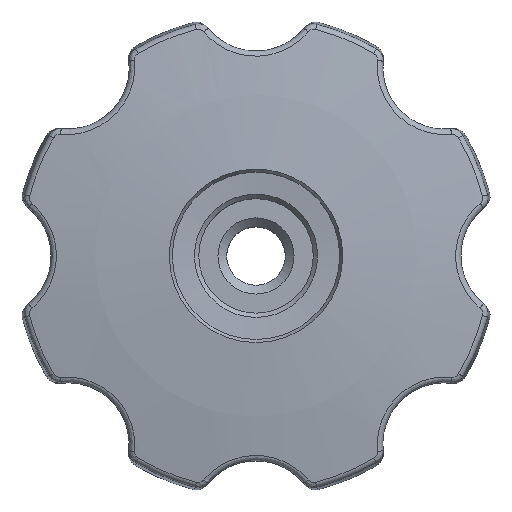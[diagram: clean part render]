
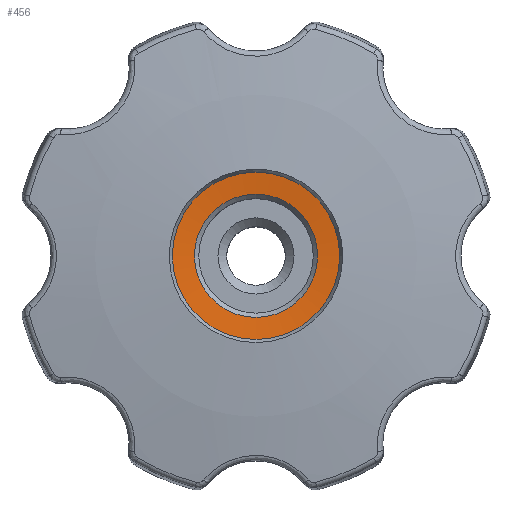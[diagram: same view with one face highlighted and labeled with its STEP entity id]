
A CAD part, top view. The second image highlights one B-rep face of the part: STEP entity #456.
In plain terms, the highlighted spherical face has radius 84.351 mm.
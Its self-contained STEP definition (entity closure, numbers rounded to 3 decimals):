
#456 = ADVANCED_FACE( '', ( #1041, #1042 ), #1043, .F. );
#1041 = FACE_OUTER_BOUND( '', #3546, .T. );
#1042 = FACE_OUTER_BOUND( '', #3547, .T. );
#1043 = SPHERICAL_SURFACE( '', #3548, 84.351 );
#3546 = EDGE_LOOP( '', ( #7178 ) );
#3547 = EDGE_LOOP( '', ( #7179 ) );
#3548 = AXIS2_PLACEMENT_3D( '', #7180, #7181, #7182 );
#7178 = ORIENTED_EDGE( '', *, *, #8367, .T. );
#7179 = ORIENTED_EDGE( '', *, *, #8655, .T. );
#7180 = CARTESIAN_POINT( '', ( 0., 0., 111.851 ) );
#7181 = DIRECTION( '', ( 0., 0., 1. ) );
#7182 = DIRECTION( '', ( 1., 0., 0. ) );
#8367 = EDGE_CURVE( '', #9276, #9276, #9277, .F. );
#8655 = EDGE_CURVE( '', #9699, #9699, #9700, .T. );
#9276 = VERTEX_POINT( '', #11713 );
#9277 = CIRCLE( '', #11714, 6.995 );
#9699 = VERTEX_POINT( '', #12691 );
#9700 = CIRCLE( '', #12692, 9.5 );
#11713 = CARTESIAN_POINT( '', ( 6.995, 0., 27.791 ) );
#11714 = AXIS2_PLACEMENT_3D( '', #13870, #13871, #13872 );
#12691 = CARTESIAN_POINT( '', ( 9.5, 0., 28.037 ) );
#12692 = AXIS2_PLACEMENT_3D( '', #14309, #14310, #14311 );
#13870 = CARTESIAN_POINT( '', ( 0., 0., 27.791 ) );
#13871 = DIRECTION( '', ( 0., 0., 1. ) );
#13872 = DIRECTION( '', ( 1., 0., 0. ) );
#14309 = CARTESIAN_POINT( '', ( 0., 0., 28.037 ) );
#14310 = DIRECTION( '', ( 0., 0., 1. ) );
#14311 = DIRECTION( '', ( 1., 0., 0. ) );
